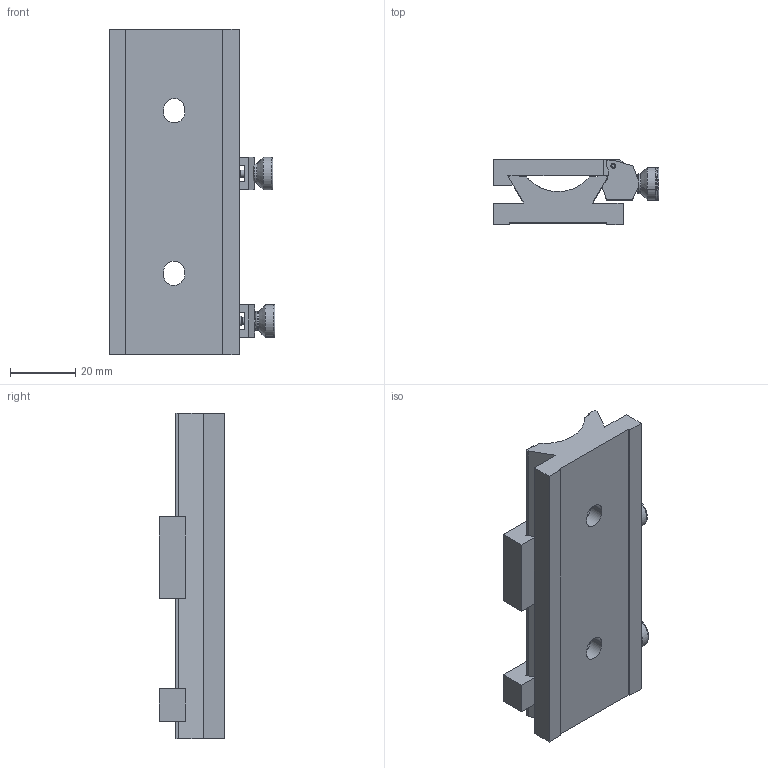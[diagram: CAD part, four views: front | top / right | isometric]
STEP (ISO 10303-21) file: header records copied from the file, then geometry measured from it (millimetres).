
FILE_DESCRIPTION (( 'STEP AP203' ), '1' );
FILE_NAME ('523566.STEP', '2024-12-13T03:33:59', ( '' ), ( '' ), 'SwSTEP 2.0', 'SolidWorks 2020', '' );
FILE_SCHEMA (( 'CONFIG_CONTROL_DESIGN' ));
Length unit declared in the file: millimetre
Products named in the file (1): 523566
Bounding box: 51.03 x 20 x 100 mm (x, y, z)
Volume: 84550.5 mm3; surface area: 34426 mm2
Topology: 9 solids, 9 shells, 1752 faces, 4434 edges, 2944 vertices
Faces by surface type: plane 1392, bspline 244, cylinder 88, cone 20, torus 8
Entity records: 68111 total; most frequent: CARTESIAN_POINT 34251, ORIENTED_EDGE 8868, EDGE_CURVE 4434, B_SPLINE_CURVE_WITH_KNOTS 4012, DIRECTION 3592, VERTEX_POINT 2944, EDGE_LOOP 2036, FACE_OUTER_BOUND 1752
